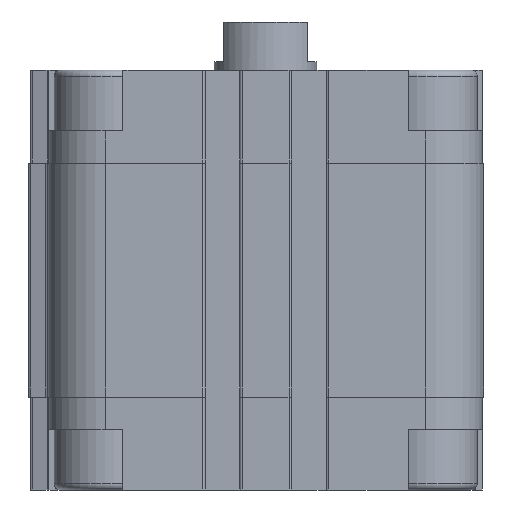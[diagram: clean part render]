
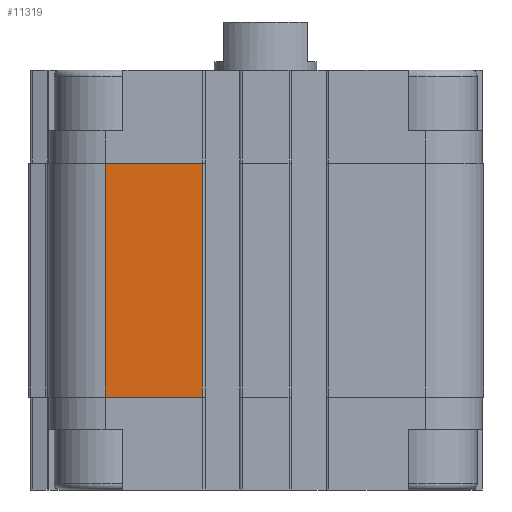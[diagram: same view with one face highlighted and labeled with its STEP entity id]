
A CAD part, left-side view. The second image highlights one B-rep face of the part: STEP entity #11319.
In plain terms, the highlighted face is planar.
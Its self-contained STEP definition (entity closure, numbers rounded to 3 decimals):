
#208=LINE('',#17098,#1262);
#544=LINE('',#18013,#1598);
#564=LINE('',#18100,#1618);
#565=LINE('',#18102,#1619);
#1262=VECTOR('',#13307,1000.);
#1598=VECTOR('',#14151,1000.);
#1618=VECTOR('',#14275,1000.);
#1619=VECTOR('',#14278,1000.);
#2280=PLANE('',#12248);
#4231=ORIENTED_EDGE('',*,*,#7121,.F.);
#4232=ORIENTED_EDGE('',*,*,#7165,.F.);
#4233=ORIENTED_EDGE('',*,*,#6660,.T.);
#4234=ORIENTED_EDGE('',*,*,#7166,.T.);
#6660=EDGE_CURVE('',#8309,#8308,#208,.T.);
#7121=EDGE_CURVE('',#8633,#8634,#544,.T.);
#7165=EDGE_CURVE('',#8309,#8633,#564,.T.);
#7166=EDGE_CURVE('',#8308,#8634,#565,.T.);
#8308=VERTEX_POINT('',#17097);
#8309=VERTEX_POINT('',#17099);
#8633=VERTEX_POINT('',#18012);
#8634=VERTEX_POINT('',#18014);
#9751=EDGE_LOOP('',(#4231,#4232,#4233,#4234));
#10525=FACE_BOUND('',#9751,.T.);
#11319=ADVANCED_FACE('',(#10525),#2280,.T.);
#12248=AXIS2_PLACEMENT_3D('',#18101,#14276,#14277);
#13307=DIRECTION('',(0.,1.,0.));
#14151=DIRECTION('',(0.,1.,0.));
#14275=DIRECTION('',(0.,0.,1.));
#14276=DIRECTION('',(1.,0.,0.));
#14277=DIRECTION('',(0.,0.,-1.));
#14278=DIRECTION('',(0.,0.,1.));
#17097=CARTESIAN_POINT('',(34.,-9.85,-51.));
#17098=CARTESIAN_POINT('',(34.,-25.,-51.));
#17099=CARTESIAN_POINT('',(34.,-25.,-51.));
#18012=CARTESIAN_POINT('',(34.,-25.,-14.5));
#18013=CARTESIAN_POINT('',(34.,-25.,-14.5));
#18014=CARTESIAN_POINT('',(34.,-9.85,-14.5));
#18100=CARTESIAN_POINT('',(34.,-25.,-51.));
#18101=CARTESIAN_POINT('',(34.,-25.,-51.));
#18102=CARTESIAN_POINT('',(34.,-9.85,-51.));
